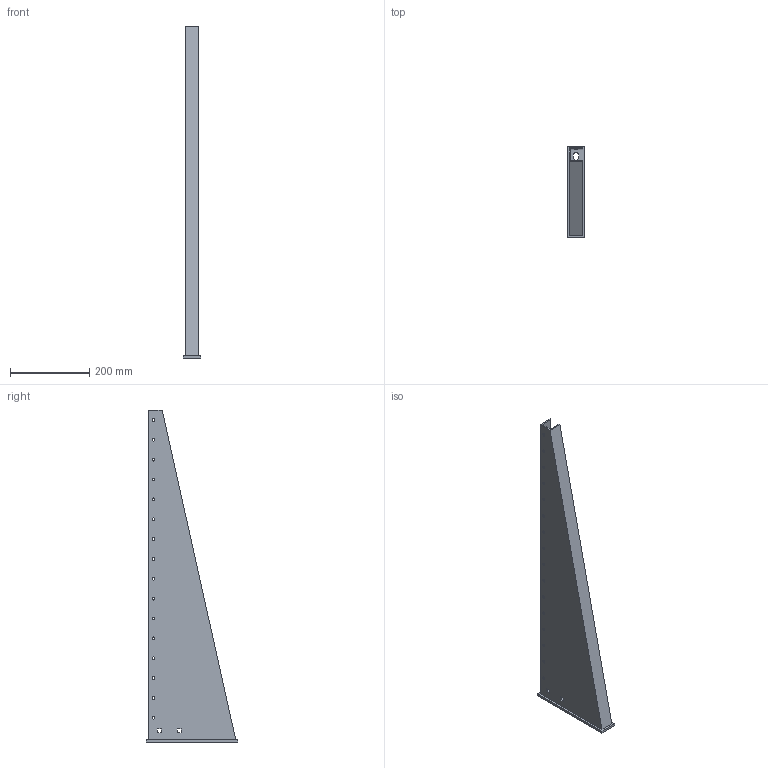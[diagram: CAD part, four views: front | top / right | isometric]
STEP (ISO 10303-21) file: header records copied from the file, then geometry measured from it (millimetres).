
FILE_DESCRIPTION (( 'STEP AP214' ), '1' );
FILE_NAME ('岓臍 192.11.00-06.STEP', '2023-06-15T12:01:01', ( '' ), ( '' ), 'SwSTEP 2.0', 'SolidWorks 2022', '' );
FILE_SCHEMA (( 'AUTOMOTIVE_DESIGN' ));
Length unit declared in the file: millimetre
Products named in the file (1): КИВА 192.11.00-06
Bounding box: 45 x 230 x 836 mm (x, y, z)
Volume: 523146.2 mm3; surface area: 343541.9 mm2
Topology: 1 solids, 1 shells, 138 faces, 405 edges, 270 vertices
Faces by surface type: cylinder 81, plane 57
Entity records: 4825 total; most frequent: DIRECTION 845, CARTESIAN_POINT 814, ORIENTED_EDGE 810, EDGE_CURVE 405, AXIS2_PLACEMENT_3D 301, VERTEX_POINT 270, VECTOR 243, LINE 243
